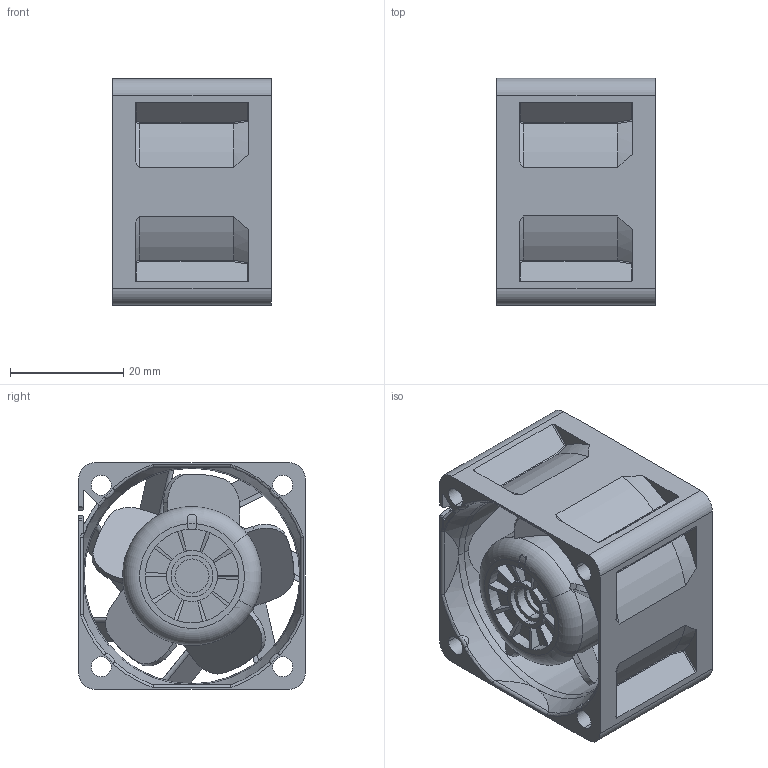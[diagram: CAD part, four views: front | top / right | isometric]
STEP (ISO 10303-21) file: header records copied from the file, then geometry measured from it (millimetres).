
FILE_DESCRIPTION((''),'2;1');
FILE_NAME('FFB0412UHN-TYYK_ASM','2022-02-24T17:34:33',('COMET.HSU'),(''),'CREO PARAMETRIC BY PTC INC, 2018400','CREO PARAMETRIC BY PTC INC, 2018400','');
FILE_SCHEMA(('CONFIG_CONTROL_DESIGN'));
Length unit declared in the file: millimetre
Products named in the file (3): FRAME; IMP; FFB0412UHN-TYYK_ASM
Assembly tree (2 placements, depth 2):
  FFB0412UHN-TYYK_ASM
    FRAME
    IMP
Bounding box: 28 x 40 x 40 mm (x, y, z)
Volume: 21143.2 mm3; surface area: 16705.2 mm2
Topology: 2 solids, 2 shells, 373 faces, 1020 edges, 654 vertices
Faces by surface type: plane 155, cylinder 123, cone 41, bspline 35, torus 18, extrusion 1
Entity records: 13728 total; most frequent: CARTESIAN_POINT 4778, ORIENTED_EDGE 2040, DIRECTION 1622, EDGE_CURVE 1020, VERTEX_POINT 654, AXIS2_PLACEMENT_3D 617, EDGE_LOOP 398, VECTOR 388
